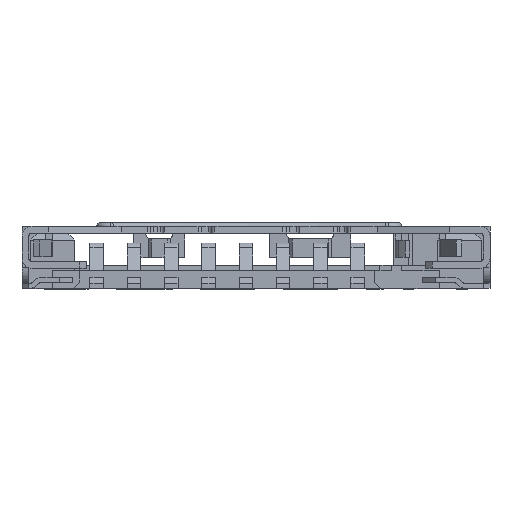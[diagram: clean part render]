
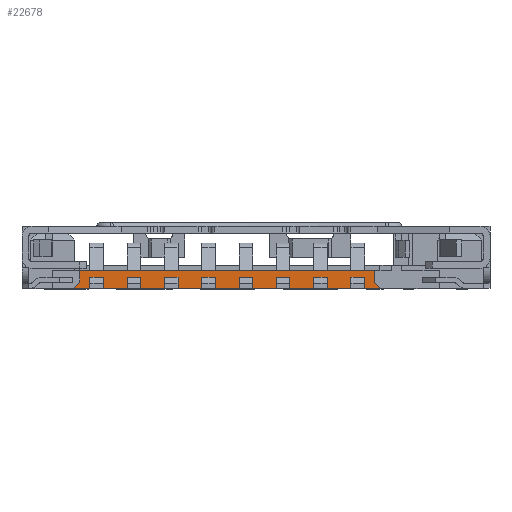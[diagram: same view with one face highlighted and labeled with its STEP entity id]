
A CAD part, top view. The second image highlights one B-rep face of the part: STEP entity #22678.
In plain terms, the highlighted planar face has unit normal (0, 0, 1).
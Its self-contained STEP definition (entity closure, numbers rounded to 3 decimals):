
#20249=VERTEX_POINT('NONE',#20250);
#20250=CARTESIAN_POINT('',(10.58,-1.63,-2.7));
#20256=EDGE_CURVE('NONE',#20249,#20257,#20259,.F.);
#20257=VERTEX_POINT('NONE',#20258);
#20258=CARTESIAN_POINT('',(1.52,-1.63,-2.7));
#20259=LINE('',#20260,#20261);
#20260=CARTESIAN_POINT('',(0.0,-1.63,-2.7));
#20261=VECTOR('',#20262,1.0);
#20262=DIRECTION('',(1.0,0.0,0.0));
#22488=VERTEX_POINT('NONE',#22489);
#22489=CARTESIAN_POINT('',(1.7,-1.1,-2.7));
#22495=EDGE_CURVE('NONE',#22488,#22496,#22498,.F.);
#22496=VERTEX_POINT('NONE',#22497);
#22497=CARTESIAN_POINT('',(10.4,-1.1,-2.7));
#22498=LINE('',#22499,#22500);
#22499=CARTESIAN_POINT('',(0.0,-1.1,-2.7));
#22500=VECTOR('',#22501,1.0);
#22501=DIRECTION('',(-1.0,0.0,0.0));
#22602=VERTEX_POINT('NONE',#22603);
#22603=CARTESIAN_POINT('',(10.4,-1.45,-2.7));
#22609=EDGE_CURVE('NONE',#22602,#20249,#22610,.T.);
#22610=LINE('',#22611,#22612);
#22611=CARTESIAN_POINT('',(4.475,4.475,-2.7));
#22612=VECTOR('',#22613,1.0);
#22613=DIRECTION('',(0.707,-0.707,0.0));
#22626=EDGE_CURVE('NONE',#20257,#22627,#22629,.F.);
#22627=VERTEX_POINT('NONE',#22628);
#22628=CARTESIAN_POINT('',(1.7,-1.45,-2.7));
#22629=LINE('',#22630,#22631);
#22630=CARTESIAN_POINT('',(1.575,-1.575,-2.7));
#22631=VECTOR('',#22632,1.0);
#22632=DIRECTION('',(-0.707,-0.707,0.0));
#22650=EDGE_CURVE('NONE',#22627,#22488,#22651,.F.);
#22651=LINE('',#22652,#22653);
#22652=CARTESIAN_POINT('',(1.7,0.0,-2.7));
#22653=VECTOR('',#22654,1.0);
#22654=DIRECTION('',(0.0,-1.0,0.0));
#22667=EDGE_CURVE('NONE',#22496,#22602,#22668,.T.);
#22668=LINE('',#22669,#22670);
#22669=CARTESIAN_POINT('',(10.4,0.0,-2.7));
#22670=VECTOR('',#22671,1.0);
#22671=DIRECTION('',(0.0,-1.0,0.0));
#22678=ADVANCED_FACE('NONE',(#22679),#22687,.T.);
#22679=FACE_BOUND('NONE',#22680,.T.);
#22680=EDGE_LOOP('',(#22681,#22682,#22683,#22684,#22685,#22686));
#22681=ORIENTED_EDGE('',*,*,#22609,.F.);
#22682=ORIENTED_EDGE('',*,*,#22667,.F.);
#22683=ORIENTED_EDGE('',*,*,#22495,.F.);
#22684=ORIENTED_EDGE('',*,*,#22650,.F.);
#22685=ORIENTED_EDGE('',*,*,#22626,.F.);
#22686=ORIENTED_EDGE('',*,*,#20256,.F.);
#22687=PLANE('',#22688);
#22688=AXIS2_PLACEMENT_3D('',#22689,#22690,#22691);
#22689=CARTESIAN_POINT('',(0.0,0.0,-2.7));
#22690=DIRECTION('',(0.0,0.0,1.0));
#22691=DIRECTION('',(1.0,0.0,0.0));
